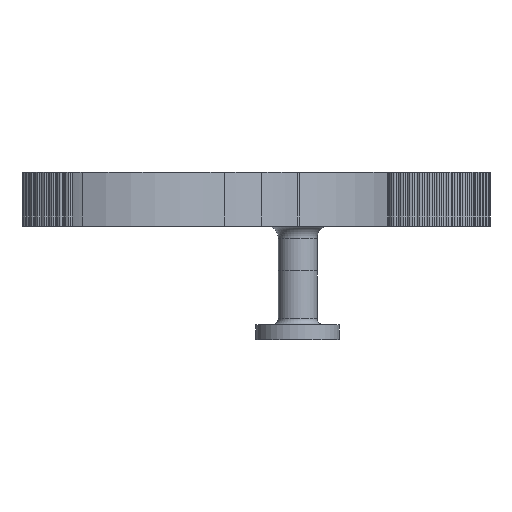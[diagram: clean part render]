
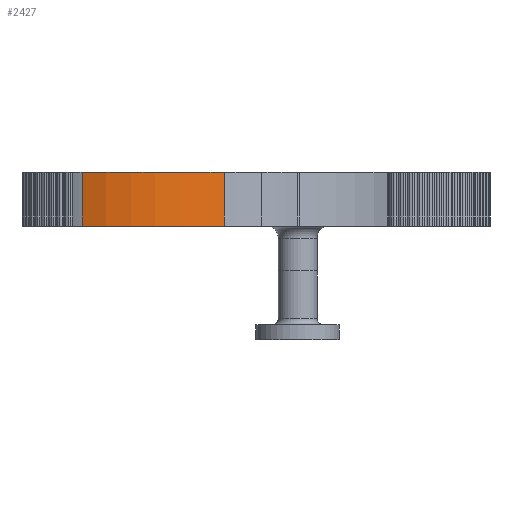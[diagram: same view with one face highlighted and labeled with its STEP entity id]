
A CAD part, left-side view. The second image highlights one B-rep face of the part: STEP entity #2427.
In plain terms, the highlighted cylindrical face has radius 50 mm (diameter 100 mm), a partial arc.
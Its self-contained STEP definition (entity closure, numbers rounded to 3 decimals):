
#203=LINE('',#3995,#388);
#223=LINE('',#4141,#408);
#388=VECTOR('',#3214,10.);
#408=VECTOR('',#3358,10.);
#550=CYLINDRICAL_SURFACE('',#2808,50.);
#677=FACE_OUTER_BOUND('',#818,.T.);
#818=EDGE_LOOP('',(#2186,#2187,#2188,#2189));
#950=CIRCLE('',#2712,50.);
#993=CIRCLE('',#2809,50.);
#1114=VERTEX_POINT('',#3992);
#1115=VERTEX_POINT('',#3994);
#1173=VERTEX_POINT('',#4118);
#1179=VERTEX_POINT('',#4139);
#1405=EDGE_CURVE('',#1115,#1114,#203,.T.);
#1469=EDGE_CURVE('',#1173,#1114,#950,.T.);
#1480=EDGE_CURVE('',#1179,#1173,#223,.T.);
#1579=EDGE_CURVE('',#1115,#1179,#993,.T.);
#2186=ORIENTED_EDGE('',*,*,#1480,.F.);
#2187=ORIENTED_EDGE('',*,*,#1579,.F.);
#2188=ORIENTED_EDGE('',*,*,#1405,.T.);
#2189=ORIENTED_EDGE('',*,*,#1469,.F.);
#2427=ADVANCED_FACE('',(#677),#550,.T.);
#2712=AXIS2_PLACEMENT_3D('',#4120,#3333,#3334);
#2808=AXIS2_PLACEMENT_3D('',#4338,#3592,#3593);
#2809=AXIS2_PLACEMENT_3D('',#4339,#3594,#3595);
#3214=DIRECTION('',(0.,0.,-1.));
#3333=DIRECTION('center_axis',(0.,0.,-1.));
#3334=DIRECTION('ref_axis',(-0.99,0.143,0.));
#3358=DIRECTION('',(0.,0.,-1.));
#3592=DIRECTION('center_axis',(0.,0.,-1.));
#3593=DIRECTION('ref_axis',(-0.99,0.143,0.));
#3594=DIRECTION('center_axis',(0.,0.,1.));
#3595=DIRECTION('ref_axis',(-0.99,0.143,0.));
#3992=CARTESIAN_POINT('',(-35.,55.,-18.));
#3994=CARTESIAN_POINT('',(-35.,55.,0.));
#3995=CARTESIAN_POINT('',(-35.,55.,0.));
#4118=CARTESIAN_POINT('',(-18.268,10.078,-18.));
#4120=CARTESIAN_POINT('Origin',(14.487,47.855,-18.));
#4139=CARTESIAN_POINT('',(-18.268,10.078,0.));
#4141=CARTESIAN_POINT('',(-18.268,10.078,0.));
#4338=CARTESIAN_POINT('Origin',(14.487,47.855,0.));
#4339=CARTESIAN_POINT('Origin',(14.487,47.855,0.));
